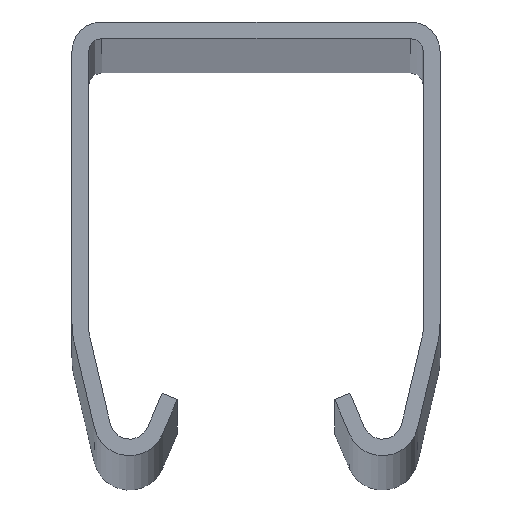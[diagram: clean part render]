
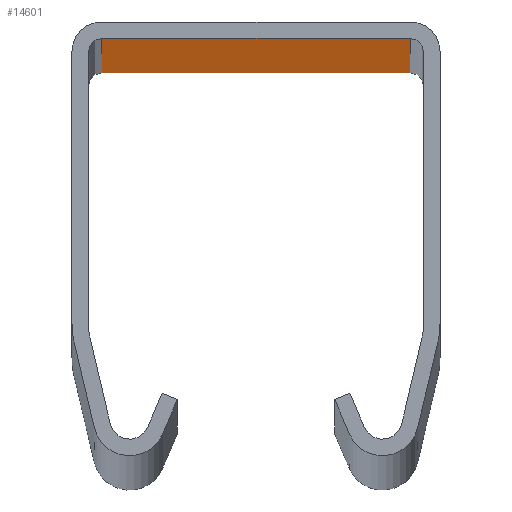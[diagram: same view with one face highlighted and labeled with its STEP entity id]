
A CAD part, top view. The second image highlights one B-rep face of the part: STEP entity #14601.
In plain terms, the highlighted planar face has unit normal (0, -1, 0).
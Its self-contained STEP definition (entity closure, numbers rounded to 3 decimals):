
#218 = ORIENTED_EDGE ( 'NONE', *, *, #8847, .F. ) ;
#550 = VERTEX_POINT ( 'NONE', #6140 ) ;
#1017 = EDGE_LOOP ( 'NONE', ( #9022, #218, #11062, #12646 ) ) ;
#1538 = CARTESIAN_POINT ( 'NONE',  ( 23.5, 0., 3000. ) ) ;
#1642 = DIRECTION ( 'NONE',  ( 0., 0., -1. ) ) ;
#1667 = DIRECTION ( 'NONE',  ( 1., 0., 0. ) ) ;
#3234 = VERTEX_POINT ( 'NONE', #7564 ) ;
#3618 = VERTEX_POINT ( 'NONE', #12018 ) ;
#5311 = VERTEX_POINT ( 'NONE', #12522 ) ;
#5579 = VECTOR ( 'NONE', #7713, 1000. ) ;
#5585 = PLANE ( 'NONE',  #14953 ) ;
#6140 = CARTESIAN_POINT ( 'NONE',  ( -23.5, 0., 3000. ) ) ;
#6873 = DIRECTION ( 'NONE',  ( 0., 1., 0. ) ) ;
#6979 = VECTOR ( 'NONE', #1642, 1000. ) ;
#7421 = EDGE_CURVE ( 'NONE', #3234, #5311, #8121, .T. ) ;
#7564 = CARTESIAN_POINT ( 'NONE',  ( -23.5, 0., 0. ) ) ;
#7603 = CARTESIAN_POINT ( 'NONE',  ( -23.5, 0., 3000. ) ) ;
#7713 = DIRECTION ( 'NONE',  ( 0., 0., -1. ) ) ;
#8121 = LINE ( 'NONE', #8650, #12623 ) ;
#8518 = LINE ( 'NONE', #1538, #13603 ) ;
#8650 = CARTESIAN_POINT ( 'NONE',  ( 23.5, 0., 0. ) ) ;
#8847 = EDGE_CURVE ( 'NONE', #3618, #5311, #13142, .T. ) ;
#9022 = ORIENTED_EDGE ( 'NONE', *, *, #7421, .T. ) ;
#9474 = EDGE_CURVE ( 'NONE', #550, #3618, #8518, .T. ) ;
#10226 = FACE_OUTER_BOUND ( 'NONE', #1017, .T. ) ;
#11062 = ORIENTED_EDGE ( 'NONE', *, *, #9474, .F. ) ;
#12018 = CARTESIAN_POINT ( 'NONE',  ( 23.5, 0., 3000. ) ) ;
#12345 = CARTESIAN_POINT ( 'NONE',  ( 23.5, 0., 3000. ) ) ;
#12377 = DIRECTION ( 'NONE',  ( 1., 0., 0. ) ) ;
#12522 = CARTESIAN_POINT ( 'NONE',  ( 23.5, 0., 0. ) ) ;
#12623 = VECTOR ( 'NONE', #1667, 1000. ) ;
#12646 = ORIENTED_EDGE ( 'NONE', *, *, #15321, .T. ) ;
#13142 = LINE ( 'NONE', #12345, #5579 ) ;
#13603 = VECTOR ( 'NONE', #12377, 1000. ) ;
#13851 = CARTESIAN_POINT ( 'NONE',  ( 23.5, 0., 3000. ) ) ;
#14047 = LINE ( 'NONE', #7603, #6979 ) ;
#14601 = ADVANCED_FACE ( 'NONE', ( #10226 ), #5585, .F. ) ;
#14953 = AXIS2_PLACEMENT_3D ( 'NONE', #13851, #6873, #15916 ) ;
#15321 = EDGE_CURVE ( 'NONE', #550, #3234, #14047, .T. ) ;
#15916 = DIRECTION ( 'NONE',  ( -1., 0., 0. ) ) ;
